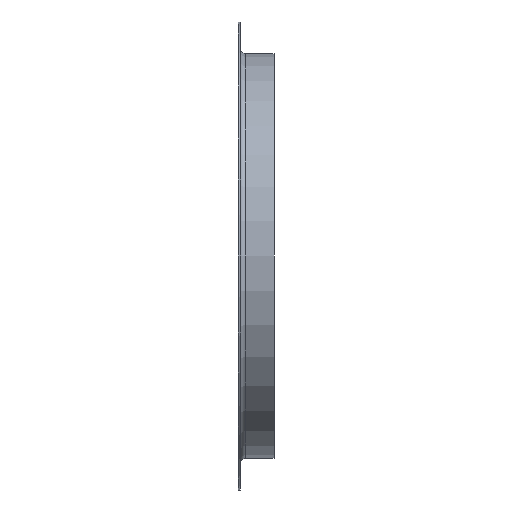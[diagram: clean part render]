
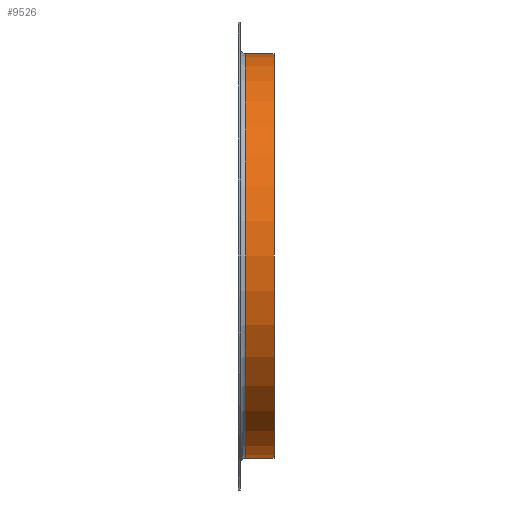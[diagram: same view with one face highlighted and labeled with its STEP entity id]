
A CAD part, front view. The second image highlights one B-rep face of the part: STEP entity #9526.
In plain terms, the highlighted cylindrical face has radius 253 mm (diameter 506 mm), a full revolution.
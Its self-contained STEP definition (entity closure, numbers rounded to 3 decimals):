
#1078 = DIRECTION ( 'NONE',  ( -1., 0., 0. ) ) ;
#1488 = CARTESIAN_POINT ( 'NONE',  ( 0., 0., 0. ) ) ;
#3130 = AXIS2_PLACEMENT_3D ( 'NONE', #12291, #1078, #9899 ) ;
#3773 = EDGE_LOOP ( 'NONE', ( #4914 ) ) ;
#4914 = ORIENTED_EDGE ( 'NONE', *, *, #11436, .F. ) ;
#5493 = CARTESIAN_POINT ( 'NONE',  ( 45., 0., 253. ) ) ;
#7961 = CARTESIAN_POINT ( 'NONE',  ( 9., 0., 253. ) ) ;
#8282 = ORIENTED_EDGE ( 'NONE', *, *, #12444, .T. ) ;
#8763 = EDGE_LOOP ( 'NONE', ( #8282 ) ) ;
#8939 = DIRECTION ( 'NONE',  ( -1., 0., 0. ) ) ;
#9086 = FACE_OUTER_BOUND ( 'NONE', #3773, .T. ) ;
#9168 = DIRECTION ( 'NONE',  ( 0., 0., 1. ) ) ;
#9526 = ADVANCED_FACE ( 'NONE', ( #9086, #14076 ), #12855, .T. ) ;
#9899 = DIRECTION ( 'NONE',  ( 0., 0., 1. ) ) ;
#10927 = AXIS2_PLACEMENT_3D ( 'NONE', #13171, #15467, #9168 ) ;
#11436 = EDGE_CURVE ( 'NONE', #14317, #14317, #16182, .T. ) ;
#11462 = DIRECTION ( 'NONE',  ( 0., 0., 1. ) ) ;
#11964 = VERTEX_POINT ( 'NONE', #5493 ) ;
#12291 = CARTESIAN_POINT ( 'NONE',  ( 45., 0., 0. ) ) ;
#12444 = EDGE_CURVE ( 'NONE', #11964, #11964, #13056, .T. ) ;
#12855 = CYLINDRICAL_SURFACE ( 'NONE', #14598, 253. ) ;
#13056 = CIRCLE ( 'NONE', #3130, 253. ) ;
#13171 = CARTESIAN_POINT ( 'NONE',  ( 9., 0., 0. ) ) ;
#14076 = FACE_OUTER_BOUND ( 'NONE', #8763, .T. ) ;
#14317 = VERTEX_POINT ( 'NONE', #7961 ) ;
#14598 = AXIS2_PLACEMENT_3D ( 'NONE', #1488, #8939, #11462 ) ;
#15467 = DIRECTION ( 'NONE',  ( -1., 0., 0. ) ) ;
#16182 = CIRCLE ( 'NONE', #10927, 253. ) ;
